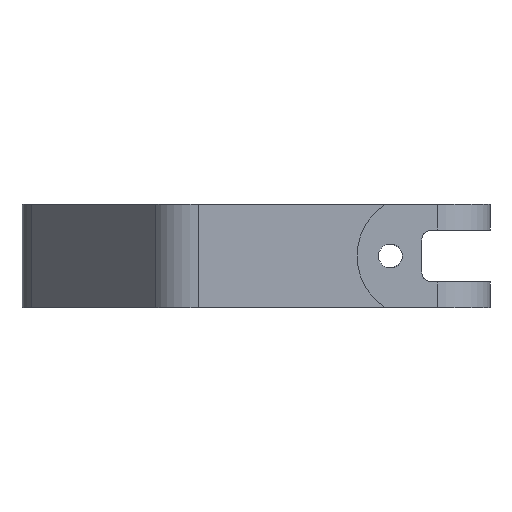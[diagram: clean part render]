
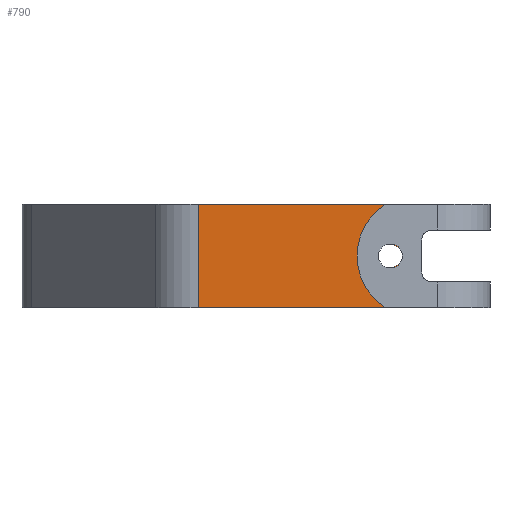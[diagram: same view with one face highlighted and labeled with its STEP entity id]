
A CAD part, left-side view. The second image highlights one B-rep face of the part: STEP entity #790.
In plain terms, the highlighted planar face has unit normal (-1, 0.018, 0).
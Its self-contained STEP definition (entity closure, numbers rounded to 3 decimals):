
#4 = LINE ( 'NONE', #937, #1455 ) ;
#44 = DIRECTION ( 'NONE',  ( 1., -0.017, 0. ) ) ;
#46 = CARTESIAN_POINT ( 'NONE',  ( -182.109, -169.729, -5.5 ) ) ;
#66 = VECTOR ( 'NONE', #2070, 1000. ) ;
#80 = AXIS2_PLACEMENT_3D ( 'NONE', #1755, #44, #2726 ) ;
#125 = CARTESIAN_POINT ( 'NONE',  ( -182.364, -184.36, 10.429 ) ) ;
#133 = CARTESIAN_POINT ( 'NONE',  ( -182.109, -169.729, 0. ) ) ;
#139 = CARTESIAN_POINT ( 'NONE',  ( -182.454, -189.5, -12.5 ) ) ;
#144 = VERTEX_POINT ( 'NONE', #46 ) ;
#166 = VECTOR ( 'NONE', #2678, 1000. ) ;
#175 = EDGE_CURVE ( 'NONE', #1999, #2897, #1745, .T. ) ;
#248 = ORIENTED_EDGE ( 'NONE', *, *, #2261, .F. ) ;
#274 = EDGE_CURVE ( 'NONE', #2325, #2199, #2719, .T. ) ;
#297 = EDGE_CURVE ( 'NONE', #1397, #144, #701, .T. ) ;
#300 = EDGE_CURVE ( 'NONE', #2861, #2548, #2102, .T. ) ;
#424 = AXIS2_PLACEMENT_3D ( 'NONE', #1372, #2445, #1661 ) ;
#429 = CIRCLE ( 'NONE', #479, 5.5 ) ;
#479 = AXIS2_PLACEMENT_3D ( 'NONE', #133, #3044, #1124 ) ;
#514 = DIRECTION ( 'NONE',  ( -0.017, -1., 0. ) ) ;
#568 = ORIENTED_EDGE ( 'NONE', *, *, #1050, .F. ) ;
#666 = EDGE_CURVE ( 'NONE', #2670, #2325, #2340, .T. ) ;
#701 = LINE ( 'NONE', #1650, #1620 ) ;
#705 = CARTESIAN_POINT ( 'NONE',  ( -182.503, -192.305, 25. ) ) ;
#706 = EDGE_CURVE ( 'NONE', #2169, #2476, #2695, .T. ) ;
#710 = DIRECTION ( 'NONE',  ( 0.017, 1., 0. ) ) ;
#762 = CARTESIAN_POINT ( 'NONE',  ( -182.503, -192.305, 12.5 ) ) ;
#773 = PLANE ( 'NONE',  #80 ) ;
#790 = ADVANCED_FACE ( 'NONE', ( #2233, #2976 ), #773, .F. ) ;
#832 = CARTESIAN_POINT ( 'NONE',  ( -182.364, -184.36, 7.5 ) ) ;
#833 = CIRCLE ( 'NONE', #424, 5.5 ) ;
#881 = CARTESIAN_POINT ( 'NONE',  ( -182.109, -169.729, 5.5 ) ) ;
#915 = DIRECTION ( 'NONE',  ( -0.017, -1., 0. ) ) ;
#930 = EDGE_CURVE ( 'NONE', #3065, #2670, #2393, .T. ) ;
#937 = CARTESIAN_POINT ( 'NONE',  ( -180.333, -68.015, 12.5 ) ) ;
#977 = CARTESIAN_POINT ( 'NONE',  ( -180.262, -63.939, 12.5 ) ) ;
#997 = CARTESIAN_POINT ( 'NONE',  ( -180.262, -63.939, 25. ) ) ;
#1036 = VERTEX_POINT ( 'NONE', #3030 ) ;
#1050 = EDGE_CURVE ( 'NONE', #144, #1999, #429, .T. ) ;
#1055 = EDGE_CURVE ( 'NONE', #2625, #3037, #1394, .T. ) ;
#1068 = LINE ( 'NONE', #2064, #2520 ) ;
#1078 = CARTESIAN_POINT ( 'NONE',  ( -182.451, -189.36, 12.5 ) ) ;
#1102 = ORIENTED_EDGE ( 'NONE', *, *, #2928, .F. ) ;
#1124 = DIRECTION ( 'NONE',  ( 0., 0., 1. ) ) ;
#1130 = CARTESIAN_POINT ( 'NONE',  ( -182.364, -184.36, -10.429 ) ) ;
#1134 = ORIENTED_EDGE ( 'NONE', *, *, #1055, .F. ) ;
#1137 = LINE ( 'NONE', #1882, #1560 ) ;
#1141 = CARTESIAN_POINT ( 'NONE',  ( -182.364, -184.36, -7.5 ) ) ;
#1240 = ORIENTED_EDGE ( 'NONE', *, *, #2874, .F. ) ;
#1358 = CARTESIAN_POINT ( 'NONE',  ( -182.4, -186.431, 12.5 ) ) ;
#1362 = VECTOR ( 'NONE', #1715, 1000. ) ;
#1372 = CARTESIAN_POINT ( 'NONE',  ( -182.039, -165.729, 0. ) ) ;
#1394 = LINE ( 'NONE', #705, #166 ) ;
#1397 = VERTEX_POINT ( 'NONE', #1876 ) ;
#1454 = ORIENTED_EDGE ( 'NONE', *, *, #297, .F. ) ;
#1455 = VECTOR ( 'NONE', #710, 1000. ) ;
#1477 = LINE ( 'NONE', #977, #1362 ) ;
#1516 = DIRECTION ( 'NONE',  ( 0., 0., -1. ) ) ;
#1560 = VECTOR ( 'NONE', #2594, 1000. ) ;
#1575 = ORIENTED_EDGE ( 'NONE', *, *, #2155, .F. ) ;
#1589 = CARTESIAN_POINT ( 'NONE',  ( -180.489, -76.93, 25. ) ) ;
#1620 = VECTOR ( 'NONE', #915, 1000. ) ;
#1628 = EDGE_CURVE ( 'NONE', #2199, #2377, #2810, .T. ) ;
#1648 = CARTESIAN_POINT ( 'NONE',  ( -182.503, -192.305, -25. ) ) ;
#1650 = CARTESIAN_POINT ( 'NONE',  ( -182.109, -169.729, -5.5 ) ) ;
#1661 = DIRECTION ( 'NONE',  ( 0., 0., -1. ) ) ;
#1683 = CARTESIAN_POINT ( 'NONE',  ( -180.489, -76.93, 25. ) ) ;
#1684 = LINE ( 'NONE', #997, #3132 ) ;
#1715 = DIRECTION ( 'NONE',  ( -0.017, -1., 0. ) ) ;
#1745 = LINE ( 'NONE', #2176, #3156 ) ;
#1755 = CARTESIAN_POINT ( 'NONE',  ( -180.262, -63.939, 25. ) ) ;
#1771 = CARTESIAN_POINT ( 'NONE',  ( -182.364, -184.36, -7.5 ) ) ;
#1802 = CARTESIAN_POINT ( 'NONE',  ( -182.364, -184.36, 7.5 ) ) ;
#1838 = VECTOR ( 'NONE', #2883, 1000. ) ;
#1876 = CARTESIAN_POINT ( 'NONE',  ( -182.039, -165.729, -5.5 ) ) ;
#1882 = CARTESIAN_POINT ( 'NONE',  ( -180.262, -63.939, -12.5 ) ) ;
#1904 = ORIENTED_EDGE ( 'NONE', *, *, #1628, .F. ) ;
#1914 = CARTESIAN_POINT ( 'NONE',  ( -182.4, -186.431, -12.5 ) ) ;
#1932 = VECTOR ( 'NONE', #2355, 1000. ) ;
#1933 = CARTESIAN_POINT ( 'NONE',  ( -182.451, -189.36, -12.5 ) ) ;
#1999 = VERTEX_POINT ( 'NONE', #881 ) ;
#2024 = CARTESIAN_POINT ( 'NONE',  ( -182.503, -192.305, 25. ) ) ;
#2025 = ORIENTED_EDGE ( 'NONE', *, *, #930, .F. ) ;
#2064 = CARTESIAN_POINT ( 'NONE',  ( -180.333, -68.015, -25. ) ) ;
#2070 = DIRECTION ( 'NONE',  ( -0.017, -1., 0. ) ) ;
#2102 = LINE ( 'NONE', #1683, #1932 ) ;
#2109 = CARTESIAN_POINT ( 'NONE',  ( -180.333, -68.015, -12.5 ) ) ;
#2138 = ORIENTED_EDGE ( 'NONE', *, *, #2558, .T. ) ;
#2154 = CARTESIAN_POINT ( 'NONE',  ( -182.364, -184.36, 25. ) ) ;
#2155 = EDGE_CURVE ( 'NONE', #2861, #2625, #1684, .T. ) ;
#2169 = VERTEX_POINT ( 'NONE', #2922 ) ;
#2176 = CARTESIAN_POINT ( 'NONE',  ( -182.109, -169.729, 5.5 ) ) ;
#2193 = CARTESIAN_POINT ( 'NONE',  ( -180.489, -76.93, -25. ) ) ;
#2199 = VERTEX_POINT ( 'NONE', #1933 ) ;
#2233 = FACE_BOUND ( 'NONE', #2284, .T. ) ;
#2261 = EDGE_CURVE ( 'NONE', #2476, #2548, #1068, .T. ) ;
#2284 = EDGE_LOOP ( 'NONE', ( #1454, #1240, #2564, #568 ) ) ;
#2325 = VERTEX_POINT ( 'NONE', #1771 ) ;
#2334 = ORIENTED_EDGE ( 'NONE', *, *, #300, .T. ) ;
#2340 = LINE ( 'NONE', #2154, #1838 ) ;
#2355 = DIRECTION ( 'NONE',  ( 0., 0., -1. ) ) ;
#2377 = VERTEX_POINT ( 'NONE', #139 ) ;
#2393 =( BOUNDED_CURVE ( )  B_SPLINE_CURVE ( 3, ( #3038, #1358, #125, #832 ),
 .UNSPECIFIED., .F., .T. ) 
 B_SPLINE_CURVE_WITH_KNOTS ( ( 4, 4 ),
 ( 4.712, 6.283 ),
 .UNSPECIFIED. ) 
 CURVE ( )  GEOMETRIC_REPRESENTATION_ITEM ( )  RATIONAL_B_SPLINE_CURVE ( ( 1., 0.805, 0.805, 1. ) ) 
 REPRESENTATION_ITEM ( '' )  );
#2445 = DIRECTION ( 'NONE',  ( -1., 0.017, 0. ) ) ;
#2453 = CARTESIAN_POINT ( 'NONE',  ( -182.503, -192.305, 25. ) ) ;
#2476 = VERTEX_POINT ( 'NONE', #1648 ) ;
#2520 = VECTOR ( 'NONE', #2555, 1000. ) ;
#2548 = VERTEX_POINT ( 'NONE', #2193 ) ;
#2555 = DIRECTION ( 'NONE',  ( 0.017, 1., 0. ) ) ;
#2558 = EDGE_CURVE ( 'NONE', #1036, #3037, #1477, .T. ) ;
#2564 = ORIENTED_EDGE ( 'NONE', *, *, #175, .F. ) ;
#2594 = DIRECTION ( 'NONE',  ( 0.017, 1., 0. ) ) ;
#2625 = VERTEX_POINT ( 'NONE', #2024 ) ;
#2644 = VECTOR ( 'NONE', #1516, 1000. ) ;
#2670 = VERTEX_POINT ( 'NONE', #1802 ) ;
#2678 = DIRECTION ( 'NONE',  ( 0., 0., -1. ) ) ;
#2690 = ORIENTED_EDGE ( 'NONE', *, *, #2797, .T. ) ;
#2695 = LINE ( 'NONE', #2453, #2644 ) ;
#2719 =( BOUNDED_CURVE ( )  B_SPLINE_CURVE ( 3, ( #1141, #1130, #1914, #2875 ),
 .UNSPECIFIED., .F., .T. ) 
 B_SPLINE_CURVE_WITH_KNOTS ( ( 4, 4 ),
 ( 0., 1.571 ),
 .UNSPECIFIED. ) 
 CURVE ( )  GEOMETRIC_REPRESENTATION_ITEM ( )  RATIONAL_B_SPLINE_CURVE ( ( 1., 0.805, 0.805, 1. ) ) 
 REPRESENTATION_ITEM ( '' )  );
#2725 = EDGE_LOOP ( 'NONE', ( #1575, #2334, #248, #3043, #2690, #1904, #2757, #3163, #2025, #1102, #2138, #1134 ) ) ;
#2726 = DIRECTION ( 'NONE',  ( 0.017, 1., 0. ) ) ;
#2757 = ORIENTED_EDGE ( 'NONE', *, *, #274, .F. ) ;
#2797 = EDGE_CURVE ( 'NONE', #2169, #2377, #1137, .T. ) ;
#2810 = LINE ( 'NONE', #2109, #66 ) ;
#2861 = VERTEX_POINT ( 'NONE', #1589 ) ;
#2874 = EDGE_CURVE ( 'NONE', #2897, #1397, #833, .T. ) ;
#2875 = CARTESIAN_POINT ( 'NONE',  ( -182.451, -189.36, -12.5 ) ) ;
#2883 = DIRECTION ( 'NONE',  ( 0., 0., -1. ) ) ;
#2885 = DIRECTION ( 'NONE',  ( 0.017, 1., 0. ) ) ;
#2897 = VERTEX_POINT ( 'NONE', #3167 ) ;
#2922 = CARTESIAN_POINT ( 'NONE',  ( -182.503, -192.305, -12.5 ) ) ;
#2928 = EDGE_CURVE ( 'NONE', #1036, #3065, #4, .T. ) ;
#2976 = FACE_OUTER_BOUND ( 'NONE', #2725, .T. ) ;
#3030 = CARTESIAN_POINT ( 'NONE',  ( -182.454, -189.5, 12.5 ) ) ;
#3037 = VERTEX_POINT ( 'NONE', #762 ) ;
#3038 = CARTESIAN_POINT ( 'NONE',  ( -182.451, -189.36, 12.5 ) ) ;
#3043 = ORIENTED_EDGE ( 'NONE', *, *, #706, .F. ) ;
#3044 = DIRECTION ( 'NONE',  ( -1., 0.017, 0. ) ) ;
#3065 = VERTEX_POINT ( 'NONE', #1078 ) ;
#3132 = VECTOR ( 'NONE', #514, 1000. ) ;
#3156 = VECTOR ( 'NONE', #2885, 1000. ) ;
#3163 = ORIENTED_EDGE ( 'NONE', *, *, #666, .F. ) ;
#3167 = CARTESIAN_POINT ( 'NONE',  ( -182.039, -165.729, 5.5 ) ) ;
